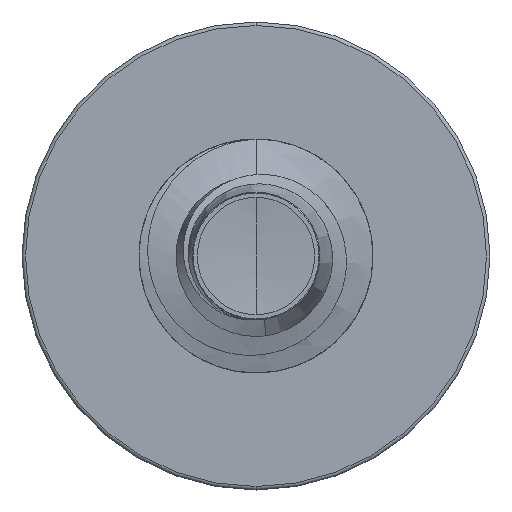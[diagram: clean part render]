
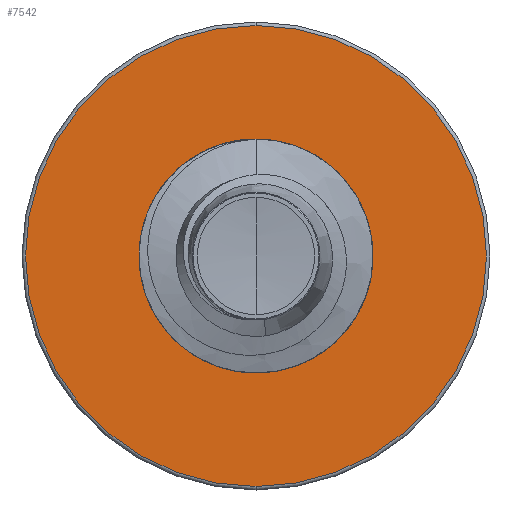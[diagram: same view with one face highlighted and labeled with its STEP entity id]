
A CAD part, front view. The second image highlights one B-rep face of the part: STEP entity #7542.
In plain terms, the highlighted planar face has unit normal (0, -1, 0).
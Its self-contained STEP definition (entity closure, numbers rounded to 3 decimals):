
#286 = AXIS2_PLACEMENT_3D ( 'NONE', #7786, #7781, #7698 ) ;
#916 = CARTESIAN_POINT ( 'NONE',  ( 0., 11., 3.94 ) ) ;
#1718 = DIRECTION ( 'NONE',  ( 0., 0., 1. ) ) ;
#1742 = DIRECTION ( 'NONE',  ( 0., 1., 0. ) ) ;
#1743 = CARTESIAN_POINT ( 'NONE',  ( 0., 11., 0. ) ) ;
#2324 = CARTESIAN_POINT ( 'NONE',  ( 0., 11., 1.989 ) ) ;
#2981 = ORIENTED_EDGE ( 'NONE', *, *, #6639, .T. ) ;
#3041 = ORIENTED_EDGE ( 'NONE', *, *, #4251, .T. ) ;
#4251 = EDGE_CURVE ( 'NONE', #8004, #17258, #7962, .T. ) ;
#4643 = CARTESIAN_POINT ( 'NONE',  ( 0., 11., -3.94 ) ) ;
#5954 = EDGE_CURVE ( 'NONE', #17501, #12525, #7082, .T. ) ;
#6639 = EDGE_CURVE ( 'NONE', #17258, #8004, #15224, .T. ) ;
#7082 = CIRCLE ( 'NONE', #13086, 3.94 ) ;
#7542 = ADVANCED_FACE ( 'NONE', ( #15748, #13045 ), #16096, .F. ) ;
#7698 = DIRECTION ( 'NONE',  ( 0., 0., 1. ) ) ;
#7781 = DIRECTION ( 'NONE',  ( 0., 1., 0. ) ) ;
#7786 = CARTESIAN_POINT ( 'NONE',  ( 0., 11., 0. ) ) ;
#7962 = CIRCLE ( 'NONE', #12354, 1.989 ) ;
#8004 = VERTEX_POINT ( 'NONE', #12946 ) ;
#8032 = ORIENTED_EDGE ( 'NONE', *, *, #5954, .F. ) ;
#8071 = EDGE_CURVE ( 'NONE', #12525, #17501, #14683, .T. ) ;
#8306 = ORIENTED_EDGE ( 'NONE', *, *, #8071, .F. ) ;
#10256 = AXIS2_PLACEMENT_3D ( 'NONE', #16769, #13991, #13946 ) ;
#11075 = DIRECTION ( 'NONE',  ( 0., 0., 1. ) ) ;
#11093 = DIRECTION ( 'NONE',  ( 0., 1., 0. ) ) ;
#11109 = CARTESIAN_POINT ( 'NONE',  ( 0., 11., 0. ) ) ;
#12174 = DIRECTION ( 'NONE',  ( 0., 0., 1. ) ) ;
#12208 = DIRECTION ( 'NONE',  ( 0., 1., 0. ) ) ;
#12277 = CARTESIAN_POINT ( 'NONE',  ( 0., 11., 0. ) ) ;
#12354 = AXIS2_PLACEMENT_3D ( 'NONE', #1743, #1742, #1718 ) ;
#12525 = VERTEX_POINT ( 'NONE', #916 ) ;
#12946 = CARTESIAN_POINT ( 'NONE',  ( 0., 11., -1.989 ) ) ;
#13045 = FACE_BOUND ( 'NONE', #15237, .T. ) ;
#13086 = AXIS2_PLACEMENT_3D ( 'NONE', #11109, #11093, #11075 ) ;
#13946 = DIRECTION ( 'NONE',  ( 0., 0., 1. ) ) ;
#13991 = DIRECTION ( 'NONE',  ( 0., 1., 0. ) ) ;
#14683 = CIRCLE ( 'NONE', #16003, 3.94 ) ;
#15224 = CIRCLE ( 'NONE', #286, 1.989 ) ;
#15237 = EDGE_LOOP ( 'NONE', ( #2981, #3041 ) ) ;
#15748 = FACE_OUTER_BOUND ( 'NONE', #17235, .T. ) ;
#16003 = AXIS2_PLACEMENT_3D ( 'NONE', #12277, #12208, #12174 ) ;
#16096 = PLANE ( 'NONE',  #10256 ) ;
#16769 = CARTESIAN_POINT ( 'NONE',  ( 0., 11., -1.989 ) ) ;
#17235 = EDGE_LOOP ( 'NONE', ( #8306, #8032 ) ) ;
#17258 = VERTEX_POINT ( 'NONE', #2324 ) ;
#17501 = VERTEX_POINT ( 'NONE', #4643 ) ;
